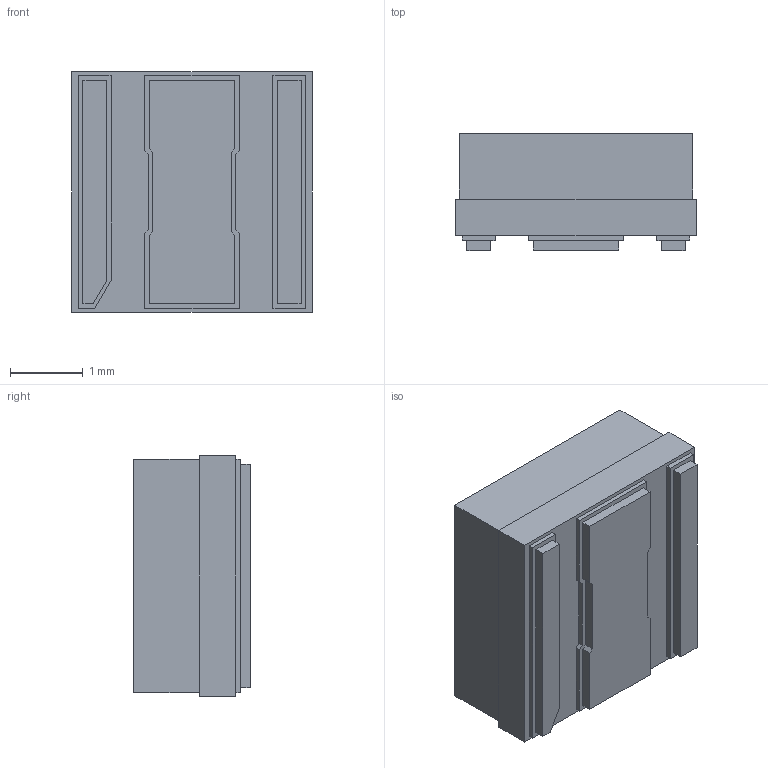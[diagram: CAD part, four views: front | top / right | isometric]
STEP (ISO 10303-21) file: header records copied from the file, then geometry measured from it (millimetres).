
FILE_DESCRIPTION (( 'STEP AP214' ), '1' );
FILE_NAME ('QBHP684E-UV265.STEP', '2023-10-18T21:29:26', ( '' ), ( '' ), 'SwSTEP 2.0', 'SolidWorks 2021', '' );
FILE_SCHEMA (( 'AUTOMOTIVE_DESIGN' ));
Length unit declared in the file: millimetre
Products named in the file (1): QBHP684E-UV265
Bounding box: 3.3 x 1.6 x 3.3 mm (x, y, z)
Volume: 15.8 mm3; surface area: 98.8 mm2
Topology: 6 solids, 6 shells, 74 faces, 174 edges, 116 vertices
Faces by surface type: plane 74
Entity records: 2157 total; most frequent: CARTESIAN_POINT 365, ORIENTED_EDGE 348, DIRECTION 324, EDGE_CURVE 174, LINE 174, VECTOR 174, VERTEX_POINT 116, EDGE_LOOP 78
